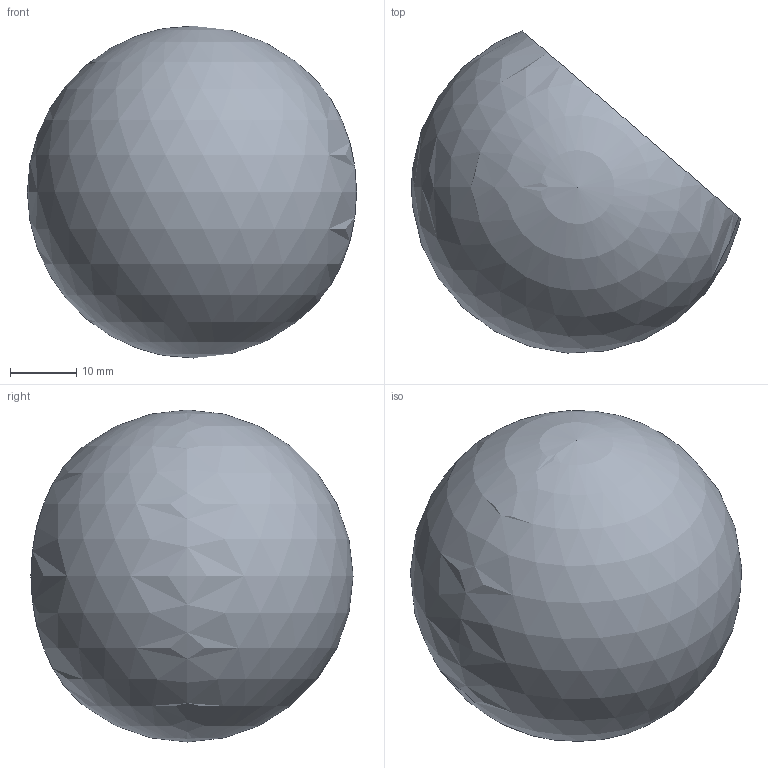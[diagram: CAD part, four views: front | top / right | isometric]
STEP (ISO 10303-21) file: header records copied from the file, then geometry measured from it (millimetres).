
FILE_DESCRIPTION(/* description */ (''),/* implementation_level */ '2;1');
FILE_NAME(/* name */ 'sphere_bool.step',/* time_stamp */ '2025-03-31T13:48:23+02:00',/* author */ (''),/* organization */ (''),/* preprocessor_version */ 'ST-DEVELOPER v20.1',/* originating_system */ 'Autodesk Translation Framework v14.4.0.0',/* authorisation */ '');
FILE_SCHEMA (('AUTOMOTIVE_DESIGN { 1 0 10303 214 3 1 1 }'));
Length unit declared in the file: millimetre
Products named in the file (1): (Unsaved)
Bounding box: 49.57 x 48.53 x 50 mm (x, y, z)
Volume: 50347.4 mm3; surface area: 7488.7 mm2
Topology: 1 solids, 1 shells, 2 faces, 4 edges, 3 vertices
Faces by surface type: sphere 2
Entity records: 81 total; most frequent: DIRECTION 10, CARTESIAN_POINT 8, AXIS2_PLACEMENT_3D 5, ORIENTED_EDGE 4, EDGE_LOOP 3, VERTEX_POINT 3, FACE_OUTER_BOUND 2, CIRCLE 2
